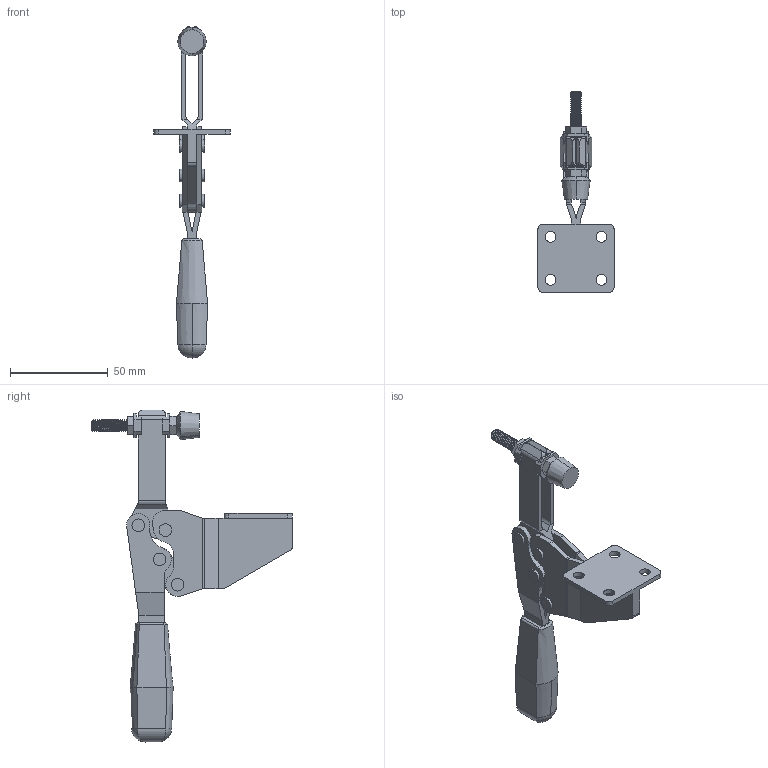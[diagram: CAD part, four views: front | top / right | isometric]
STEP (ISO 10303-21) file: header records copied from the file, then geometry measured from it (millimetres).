
FILE_DESCRIPTION (( 'STEP AP203' ), '1' );
FILE_NAME ('2423N12_Side-Mount Hold-Down Toggle Clamp.STEP', '2021-07-06T16:07:55', ( 'Administrator' ), ( 'Managed by Terraform' ), 'SwSTEP 2.0', 'SolidWorks 2017', '' );
FILE_SCHEMA (( 'CONFIG_CONTROL_DESIGN' ));
Length unit declared in the file: inch
Products named in the file (1): 2423N12_Side-Mount Hold-Down Toggle Clamp
Bounding box: 39 x 102.82 x 170.06 mm (x, y, z)
Volume: 43013.2 mm3; surface area: 26893.3 mm2
Topology: 9 solids, 9 shells, 444 faces, 1223 edges, 806 vertices
Faces by surface type: cylinder 273, plane 143, cone 19, bspline 5, torus 4
Entity records: 19056 total; most frequent: CARTESIAN_POINT 8569, ORIENTED_EDGE 2446, DIRECTION 1931, EDGE_CURVE 1223, VERTEX_POINT 806, AXIS2_PLACEMENT_3D 661, LINE 609, VECTOR 609
